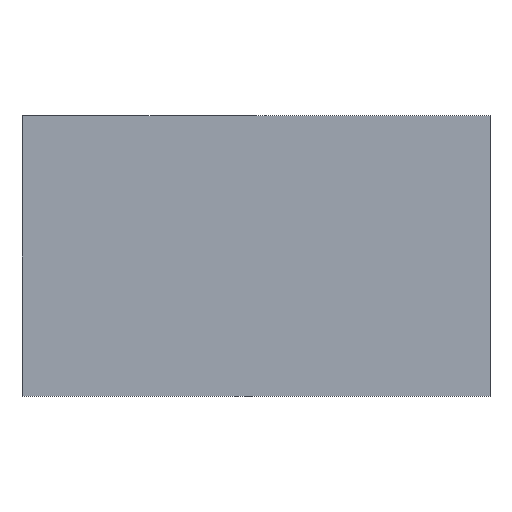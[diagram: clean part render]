
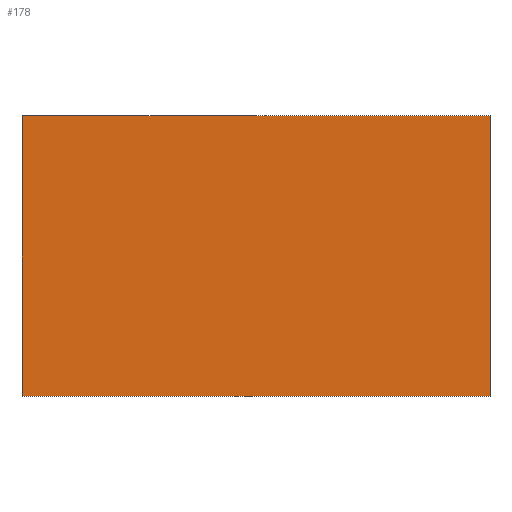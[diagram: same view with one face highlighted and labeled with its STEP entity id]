
A CAD part, top view. The second image highlights one B-rep face of the part: STEP entity #178.
In plain terms, the highlighted planar face has unit normal (0, 0, 1).
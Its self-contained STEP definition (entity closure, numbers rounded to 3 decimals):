
#165=AXIS2_PLACEMENT_3D('Plane Axis2P3D',#162,#163,#164) ;
#43=CARTESIAN_POINT('Vertex',(60.,0.,0.05)) ;
#57=CARTESIAN_POINT('Vertex',(60.,36.,0.05)) ;
#60=CARTESIAN_POINT('Line Origine',(60.,18.,0.05)) ;
#91=CARTESIAN_POINT('Vertex',(0.,0.,0.05)) ;
#99=CARTESIAN_POINT('Line Origine',(30.,0.,0.05)) ;
#146=CARTESIAN_POINT('Vertex',(0.,36.,0.05)) ;
#149=CARTESIAN_POINT('Line Origine',(30.,36.,0.05)) ;
#162=CARTESIAN_POINT('Axis2P3D Location',(30.,18.,0.05)) ;
#167=CARTESIAN_POINT('Line Origine',(0.,18.,0.05)) ;
#61=DIRECTION('Vector Direction',(0.,1.,0.)) ;
#100=DIRECTION('Vector Direction',(-1.,0.,0.)) ;
#150=DIRECTION('Vector Direction',(1.,0.,0.)) ;
#163=DIRECTION('Axis2P3D Direction',(0.,0.,1.)) ;
#164=DIRECTION('Axis2P3D XDirection',(-1.,0.,0.)) ;
#168=DIRECTION('Vector Direction',(0.,-1.,0.)) ;
#62=VECTOR('Line Direction',#61,1.) ;
#101=VECTOR('Line Direction',#100,1.) ;
#151=VECTOR('Line Direction',#150,1.) ;
#169=VECTOR('Line Direction',#168,1.) ;
#173=ORIENTED_EDGE('',*,*,#64,.T.) ;
#174=ORIENTED_EDGE('',*,*,#153,.T.) ;
#175=ORIENTED_EDGE('',*,*,#171,.T.) ;
#176=ORIENTED_EDGE('',*,*,#103,.T.) ;
#178=ADVANCED_FACE('S3D gedreht',(#177),#166,.T.) ;
#64=EDGE_CURVE('',#44,#58,#63,.T.) ;
#103=EDGE_CURVE('',#92,#44,#102,.F.) ;
#153=EDGE_CURVE('',#58,#147,#152,.F.) ;
#171=EDGE_CURVE('',#147,#92,#170,.T.) ;
#172=EDGE_LOOP('',(#173,#174,#175,#176)) ;
#177=FACE_OUTER_BOUND('',#172,.T.) ;
#63=LINE('Line',#60,#62) ;
#102=LINE('Line',#99,#101) ;
#152=LINE('Line',#149,#151) ;
#170=LINE('Line',#167,#169) ;
#166=PLANE('',#165) ;
#44=VERTEX_POINT('',#43) ;
#58=VERTEX_POINT('',#57) ;
#92=VERTEX_POINT('',#91) ;
#147=VERTEX_POINT('',#146) ;
